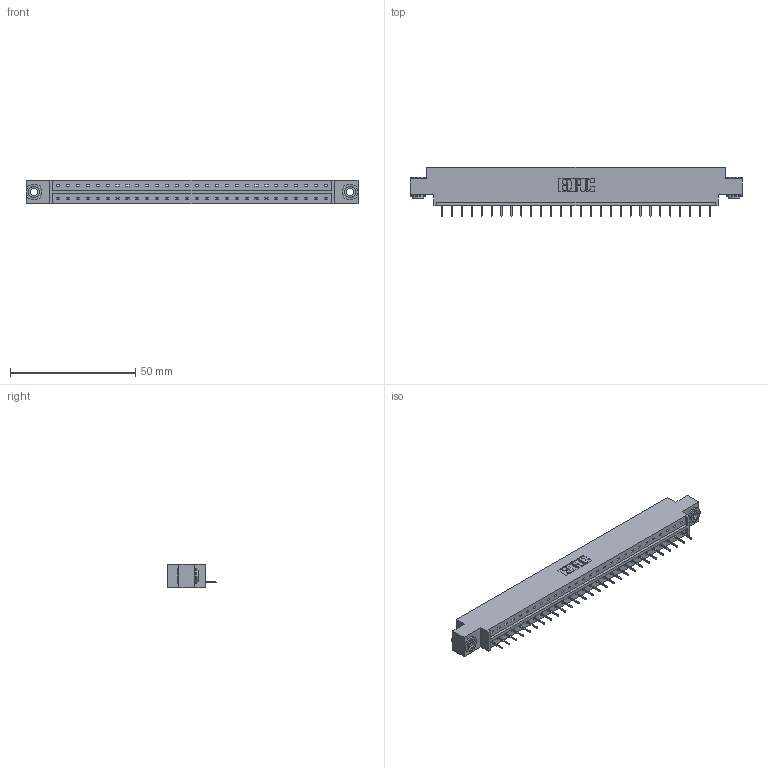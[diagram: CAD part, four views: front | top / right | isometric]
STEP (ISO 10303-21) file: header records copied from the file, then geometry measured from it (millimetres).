
FILE_DESCRIPTION (( 'STEP AP203' ), '1' );
FILE_NAME ('833-028-524-603.STEP', '2020-06-02T08:25:27', ( '' ), ( '' ), 'SwSTEP 2.0', 'SolidWorks 2020', '' );
FILE_SCHEMA (( 'CONFIG_CONTROL_DESIGN' ));
Length unit declared in the file: inch
Products named in the file (4): 345-292-001_345-293-124; 833-028-524-603; 833 Part_Offset - .156 Dia - TH; 345-250-002_345-250-002-102
Assembly tree (31 placements, depth 2):
  833-028-524-603
    833 Part_Offset - .156 Dia - TH
    345-292-001_345-293-124  x28
    345-250-002_345-250-002-102  x2
Bounding box: 132.49 x 19.69 x 9.4 mm (x, y, z)
Volume: 12892.5 mm3; surface area: 13903.2 mm2
Topology: 31 solids, 31 shells, 1892 faces, 5439 edges, 3510 vertices
Faces by surface type: plane 1428, cylinder 456, cone 8
Entity records: 19784 total; most frequent: CARTESIAN_POINT 3393, ORIENTED_EDGE 3350, DIRECTION 2925, EDGE_CURVE 1675, VECTOR 1527, LINE 1527, VERTEX_POINT 1110, AXIS2_PLACEMENT_3D 699
